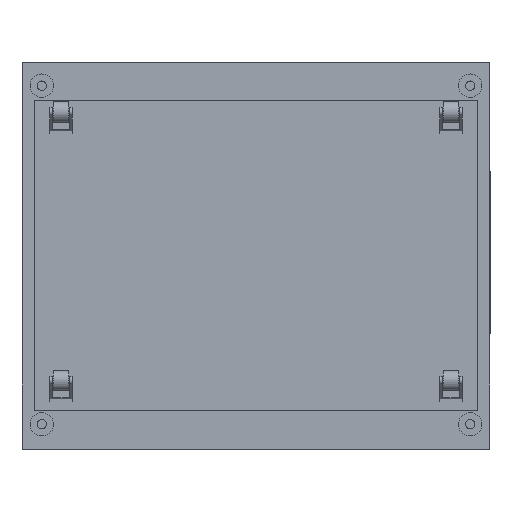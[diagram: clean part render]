
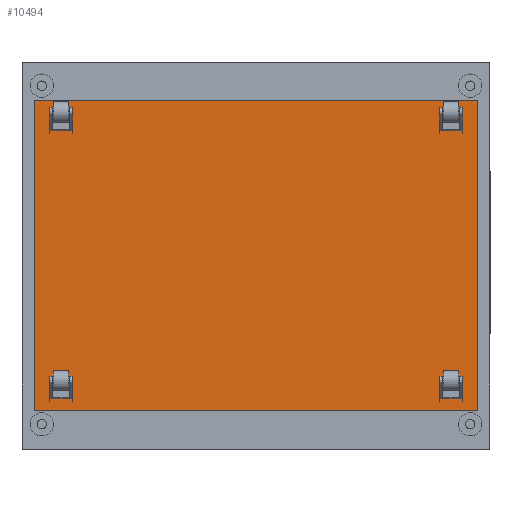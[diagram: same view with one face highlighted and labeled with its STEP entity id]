
A CAD part, front view. The second image highlights one B-rep face of the part: STEP entity #10494.
In plain terms, the highlighted planar face has unit normal (0, -1, 0).
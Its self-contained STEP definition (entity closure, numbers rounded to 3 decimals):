
#63 = VECTOR ( 'NONE', #6795, 1000. ) ;
#526 = CARTESIAN_POINT ( 'NONE',  ( -378.8, -325.3, 265.05 ) ) ;
#1788 = DIRECTION ( 'NONE',  ( 0., 0., -1. ) ) ;
#1864 = CARTESIAN_POINT ( 'NONE',  ( -378.8, -325.3, 265.05 ) ) ;
#1951 = LINE ( 'NONE', #1864, #11269 ) ;
#2067 = ORIENTED_EDGE ( 'NONE', *, *, #6577, .T. ) ;
#2350 = EDGE_CURVE ( 'NONE', #6379, #9008, #1951, .T. ) ;
#2770 = DIRECTION ( 'NONE',  ( -1., 0., 0. ) ) ;
#3335 = CARTESIAN_POINT ( 'NONE',  ( -378.8, -325.3, -265.05 ) ) ;
#4083 = ORIENTED_EDGE ( 'NONE', *, *, #2350, .T. ) ;
#4125 = LINE ( 'NONE', #5309, #8651 ) ;
#4138 = AXIS2_PLACEMENT_3D ( 'NONE', #7144, #5289, #1788 ) ;
#4506 = CARTESIAN_POINT ( 'NONE',  ( 378.8, -325.3, 265.05 ) ) ;
#4548 = DIRECTION ( 'NONE',  ( 0., 0., 1. ) ) ;
#4938 = CARTESIAN_POINT ( 'NONE',  ( 378.8, -325.3, 265.05 ) ) ;
#5289 = DIRECTION ( 'NONE',  ( 0., -1., 0. ) ) ;
#5292 = FACE_OUTER_BOUND ( 'NONE', #8494, .T. ) ;
#5309 = CARTESIAN_POINT ( 'NONE',  ( -378.8, -325.3, 265.05 ) ) ;
#5747 = LINE ( 'NONE', #4506, #10273 ) ;
#6379 = VERTEX_POINT ( 'NONE', #4938 ) ;
#6577 = EDGE_CURVE ( 'NONE', #8890, #6379, #5747, .T. ) ;
#6795 = DIRECTION ( 'NONE',  ( 1., 0., 0. ) ) ;
#6898 = ORIENTED_EDGE ( 'NONE', *, *, #7296, .T. ) ;
#7144 = CARTESIAN_POINT ( 'NONE',  ( 0., -325.3, 0. ) ) ;
#7296 = EDGE_CURVE ( 'NONE', #9008, #9225, #4125, .T. ) ;
#7625 = CARTESIAN_POINT ( 'NONE',  ( -378.8, -325.3, -265.05 ) ) ;
#7730 = EDGE_CURVE ( 'NONE', #9225, #8890, #8345, .T. ) ;
#8076 = DIRECTION ( 'NONE',  ( 0., 0., -1. ) ) ;
#8345 = LINE ( 'NONE', #7625, #63 ) ;
#8360 = CARTESIAN_POINT ( 'NONE',  ( 378.8, -325.3, -265.05 ) ) ;
#8431 = ORIENTED_EDGE ( 'NONE', *, *, #7730, .T. ) ;
#8494 = EDGE_LOOP ( 'NONE', ( #2067, #4083, #6898, #8431 ) ) ;
#8651 = VECTOR ( 'NONE', #8076, 1000. ) ;
#8890 = VERTEX_POINT ( 'NONE', #8360 ) ;
#9008 = VERTEX_POINT ( 'NONE', #526 ) ;
#9225 = VERTEX_POINT ( 'NONE', #3335 ) ;
#10273 = VECTOR ( 'NONE', #4548, 1000. ) ;
#10494 = ADVANCED_FACE ( 'NONE', ( #5292 ), #11576, .T. ) ;
#11269 = VECTOR ( 'NONE', #2770, 1000. ) ;
#11576 = PLANE ( 'NONE',  #4138 ) ;
